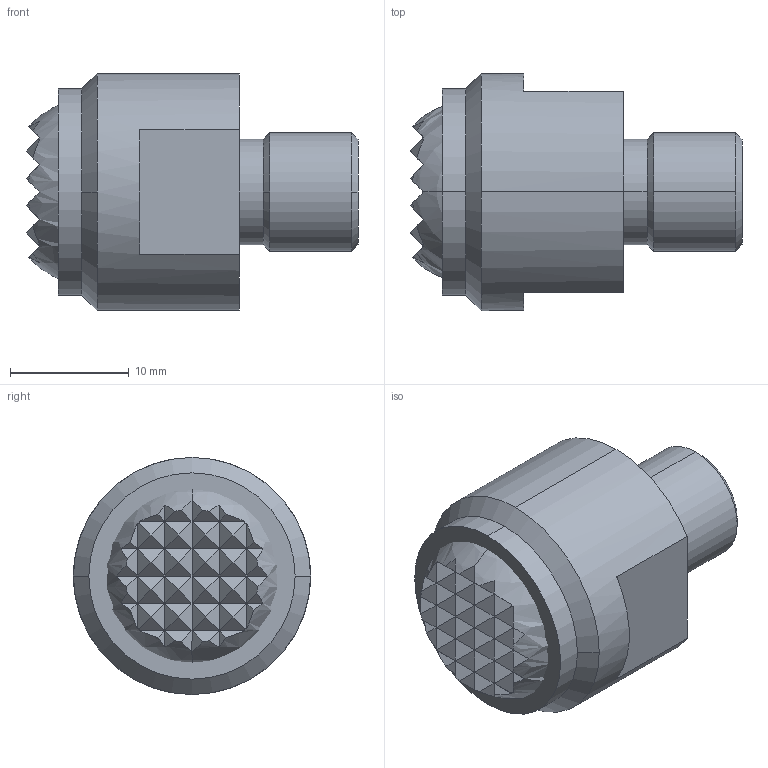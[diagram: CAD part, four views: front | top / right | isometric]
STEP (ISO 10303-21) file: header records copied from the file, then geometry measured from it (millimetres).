
FILE_DESCRIPTION(('STEP AP214'),'1');
FILE_NAME('HALDERN_EH_22730_0379.stp','2017-05-09T08:33:14',('TraceParts'),('TraceParts S.A.'),'Spatial InterOp 3D',' ',' ');
FILE_SCHEMA(('automotive_design'));
Length unit declared in the file: millimetre
Products named in the file (2): HALDERN_EH_22730_0379_1; HALDERN_EH_22730_0379_2
Bounding box: 28 x 20 x 20 mm (x, y, z)
Volume: 6911.4 mm3; surface area: 2628 mm2
Topology: 2 solids, 2 shells, 128 faces, 252 edges, 125 vertices
Faces by surface type: plane 112, cylinder 8, cone 6, sphere 2
Entity records: 4165 total; most frequent: DIRECTION 594, CARTESIAN_POINT 503, ORIENTED_EDGE 496, EDGE_CURVE 248, AXIS2_PLACEMENT_3D 216, LINE 162, VECTOR 162, EDGE_LOOP 129
